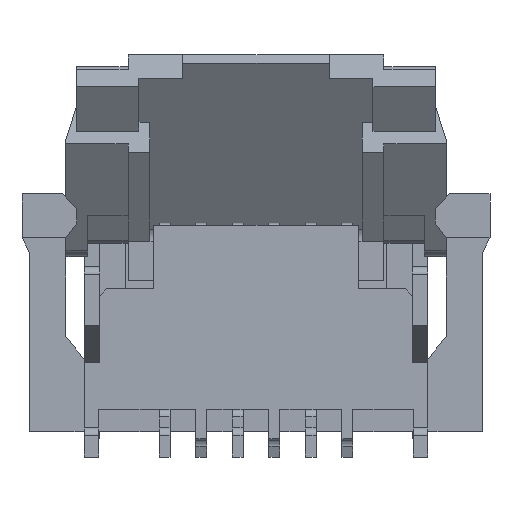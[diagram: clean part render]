
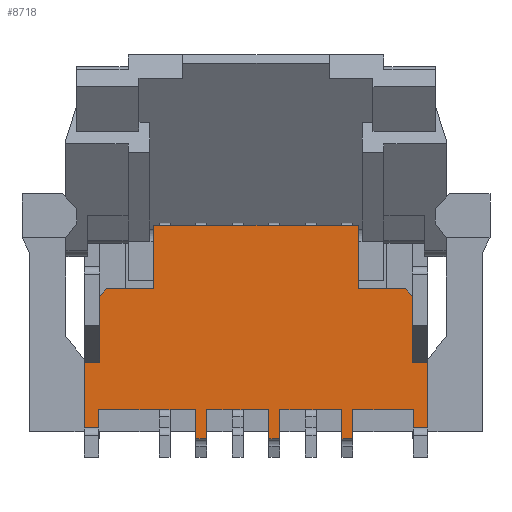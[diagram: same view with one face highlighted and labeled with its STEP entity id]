
A CAD part, front view. The second image highlights one B-rep face of the part: STEP entity #8718.
In plain terms, the highlighted face is planar.
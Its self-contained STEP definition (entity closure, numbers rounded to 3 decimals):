
#262=PLANE('',#9260);
#663=FACE_OUTER_BOUND('',#1079,.T.);
#1079=EDGE_LOOP('',(#7054,#7055,#7056,#7057,#7058,#7059,#7060,#7061,#7062,
#7063,#7064,#7065,#7066,#7067,#7068,#7069,#7070,#7071,#7072,#7073,#7074,
#7075,#7076,#7077,#7078,#7079,#7080,#7081,#7082,#7083,#7084,#7085,#7086,
#7087,#7088,#7089));
#1452=LINE('',#12236,#2511);
#1458=LINE('',#12254,#2517);
#1479=LINE('',#12301,#2538);
#1501=LINE('',#12348,#2560);
#1577=LINE('',#12513,#2636);
#1599=LINE('',#12590,#2658);
#1910=LINE('',#13268,#2969);
#1934=LINE('',#13327,#2993);
#1961=LINE('',#13385,#3020);
#1986=LINE('',#13430,#3045);
#1987=LINE('',#13431,#3046);
#1988=LINE('',#13434,#3047);
#1997=LINE('',#13454,#3056);
#2004=LINE('',#13473,#3063);
#2028=LINE('',#13526,#3087);
#2029=LINE('',#13528,#3088);
#2030=LINE('',#13530,#3089);
#2031=LINE('',#13532,#3090);
#2032=LINE('',#13534,#3091);
#2033=LINE('',#13536,#3092);
#2034=LINE('',#13538,#3093);
#2035=LINE('',#13540,#3094);
#2036=LINE('',#13542,#3095);
#2037=LINE('',#13543,#3096);
#2038=LINE('',#13544,#3097);
#2039=LINE('',#13545,#3098);
#2040=LINE('',#13547,#3099);
#2041=LINE('',#13549,#3100);
#2042=LINE('',#13551,#3101);
#2043=LINE('',#13553,#3102);
#2044=LINE('',#13555,#3103);
#2045=LINE('',#13557,#3104);
#2046=LINE('',#13559,#3105);
#2047=LINE('',#13561,#3106);
#2048=LINE('',#13563,#3107);
#2049=LINE('',#13564,#3108);
#2511=VECTOR('',#9929,1000.);
#2517=VECTOR('',#9947,1000.);
#2538=VECTOR('',#9988,1000.);
#2560=VECTOR('',#10022,1000.);
#2636=VECTOR('',#10156,1000.);
#2658=VECTOR('',#10244,1000.);
#2969=VECTOR('',#10839,1000.);
#2993=VECTOR('',#10891,1000.);
#3020=VECTOR('',#10944,1000.);
#3045=VECTOR('',#10985,1000.);
#3046=VECTOR('',#10986,1000.);
#3047=VECTOR('',#10991,1000.);
#3056=VECTOR('',#11012,1000.);
#3063=VECTOR('',#11033,1000.);
#3087=VECTOR('',#11079,1000.);
#3088=VECTOR('',#11080,1000.);
#3089=VECTOR('',#11081,1000.);
#3090=VECTOR('',#11082,1000.);
#3091=VECTOR('',#11083,1000.);
#3092=VECTOR('',#11084,1000.);
#3093=VECTOR('',#11085,1000.);
#3094=VECTOR('',#11086,1000.);
#3095=VECTOR('',#11087,1000.);
#3096=VECTOR('',#11088,1000.);
#3097=VECTOR('',#11089,1000.);
#3098=VECTOR('',#11090,1000.);
#3099=VECTOR('',#11091,1000.);
#3100=VECTOR('',#11092,1000.);
#3101=VECTOR('',#11093,1000.);
#3102=VECTOR('',#11094,1000.);
#3103=VECTOR('',#11095,1000.);
#3104=VECTOR('',#11096,1000.);
#3105=VECTOR('',#11097,1000.);
#3106=VECTOR('',#11098,1000.);
#3107=VECTOR('',#11099,1000.);
#3108=VECTOR('',#11100,1000.);
#3689=VERTEX_POINT('',#12233);
#3690=VERTEX_POINT('',#12235);
#3696=VERTEX_POINT('',#12252);
#3711=VERTEX_POINT('',#12298);
#3712=VERTEX_POINT('',#12300);
#3731=VERTEX_POINT('',#12346);
#3791=VERTEX_POINT('',#12511);
#3813=VERTEX_POINT('',#12589);
#4037=VERTEX_POINT('',#13265);
#4038=VERTEX_POINT('',#13267);
#4052=VERTEX_POINT('',#13301);
#4058=VERTEX_POINT('',#13325);
#4059=VERTEX_POINT('',#13326);
#4076=VERTEX_POINT('',#13383);
#4077=VERTEX_POINT('',#13384);
#4094=VERTEX_POINT('',#13452);
#4099=VERTEX_POINT('',#13472);
#4116=VERTEX_POINT('',#13524);
#4117=VERTEX_POINT('',#13525);
#4118=VERTEX_POINT('',#13527);
#4119=VERTEX_POINT('',#13529);
#4120=VERTEX_POINT('',#13531);
#4121=VERTEX_POINT('',#13533);
#4122=VERTEX_POINT('',#13535);
#4123=VERTEX_POINT('',#13537);
#4124=VERTEX_POINT('',#13539);
#4125=VERTEX_POINT('',#13541);
#4126=VERTEX_POINT('',#13546);
#4127=VERTEX_POINT('',#13548);
#4128=VERTEX_POINT('',#13550);
#4129=VERTEX_POINT('',#13552);
#4130=VERTEX_POINT('',#13554);
#4131=VERTEX_POINT('',#13556);
#4132=VERTEX_POINT('',#13558);
#4133=VERTEX_POINT('',#13560);
#4134=VERTEX_POINT('',#13562);
#4571=EDGE_CURVE('',#3690,#3689,#1452,.T.);
#4581=EDGE_CURVE('',#3696,#3690,#1458,.T.);
#4604=EDGE_CURVE('',#3712,#3711,#1479,.T.);
#4628=EDGE_CURVE('',#3711,#3731,#1501,.T.);
#4711=EDGE_CURVE('',#3689,#3791,#1577,.T.);
#4749=EDGE_CURVE('',#3813,#3712,#1599,.T.);
#5090=EDGE_CURVE('',#4038,#4037,#1910,.T.);
#5119=EDGE_CURVE('',#4058,#4059,#1934,.T.);
#5148=EDGE_CURVE('',#4076,#4077,#1961,.T.);
#5173=EDGE_CURVE('',#4077,#3731,#1986,.T.);
#5174=EDGE_CURVE('',#3696,#4059,#1987,.T.);
#5175=EDGE_CURVE('',#4052,#4037,#1988,.T.);
#5185=EDGE_CURVE('',#4094,#4038,#1997,.T.);
#5194=EDGE_CURVE('',#4099,#4052,#2004,.T.);
#5220=EDGE_CURVE('',#4116,#4117,#2028,.T.);
#5221=EDGE_CURVE('',#4117,#4118,#2029,.T.);
#5222=EDGE_CURVE('',#4118,#4119,#2030,.T.);
#5223=EDGE_CURVE('',#4119,#4120,#2031,.T.);
#5224=EDGE_CURVE('',#4120,#4121,#2032,.T.);
#5225=EDGE_CURVE('',#4122,#4121,#2033,.T.);
#5226=EDGE_CURVE('',#4122,#4123,#2034,.T.);
#5227=EDGE_CURVE('',#4123,#4124,#2035,.T.);
#5228=EDGE_CURVE('',#4124,#4125,#2036,.T.);
#5229=EDGE_CURVE('',#4125,#3813,#2037,.T.);
#5230=EDGE_CURVE('',#4076,#4058,#2038,.T.);
#5231=EDGE_CURVE('',#3791,#4094,#2039,.T.);
#5232=EDGE_CURVE('',#4099,#4126,#2040,.T.);
#5233=EDGE_CURVE('',#4126,#4127,#2041,.T.);
#5234=EDGE_CURVE('',#4127,#4128,#2042,.T.);
#5235=EDGE_CURVE('',#4128,#4129,#2043,.T.);
#5236=EDGE_CURVE('',#4129,#4130,#2044,.T.);
#5237=EDGE_CURVE('',#4130,#4131,#2045,.T.);
#5238=EDGE_CURVE('',#4131,#4132,#2046,.T.);
#5239=EDGE_CURVE('',#4132,#4133,#2047,.T.);
#5240=EDGE_CURVE('',#4133,#4134,#2048,.T.);
#5241=EDGE_CURVE('',#4116,#4134,#2049,.T.);
#7054=ORIENTED_EDGE('',*,*,#5220,.T.);
#7055=ORIENTED_EDGE('',*,*,#5221,.T.);
#7056=ORIENTED_EDGE('',*,*,#5222,.T.);
#7057=ORIENTED_EDGE('',*,*,#5223,.T.);
#7058=ORIENTED_EDGE('',*,*,#5224,.T.);
#7059=ORIENTED_EDGE('',*,*,#5225,.F.);
#7060=ORIENTED_EDGE('',*,*,#5226,.T.);
#7061=ORIENTED_EDGE('',*,*,#5227,.T.);
#7062=ORIENTED_EDGE('',*,*,#5228,.T.);
#7063=ORIENTED_EDGE('',*,*,#5229,.T.);
#7064=ORIENTED_EDGE('',*,*,#4749,.T.);
#7065=ORIENTED_EDGE('',*,*,#4604,.T.);
#7066=ORIENTED_EDGE('',*,*,#4628,.T.);
#7067=ORIENTED_EDGE('',*,*,#5173,.F.);
#7068=ORIENTED_EDGE('',*,*,#5148,.F.);
#7069=ORIENTED_EDGE('',*,*,#5230,.T.);
#7070=ORIENTED_EDGE('',*,*,#5119,.T.);
#7071=ORIENTED_EDGE('',*,*,#5174,.F.);
#7072=ORIENTED_EDGE('',*,*,#4581,.T.);
#7073=ORIENTED_EDGE('',*,*,#4571,.T.);
#7074=ORIENTED_EDGE('',*,*,#4711,.T.);
#7075=ORIENTED_EDGE('',*,*,#5231,.T.);
#7076=ORIENTED_EDGE('',*,*,#5185,.T.);
#7077=ORIENTED_EDGE('',*,*,#5090,.T.);
#7078=ORIENTED_EDGE('',*,*,#5175,.F.);
#7079=ORIENTED_EDGE('',*,*,#5194,.F.);
#7080=ORIENTED_EDGE('',*,*,#5232,.T.);
#7081=ORIENTED_EDGE('',*,*,#5233,.T.);
#7082=ORIENTED_EDGE('',*,*,#5234,.T.);
#7083=ORIENTED_EDGE('',*,*,#5235,.T.);
#7084=ORIENTED_EDGE('',*,*,#5236,.T.);
#7085=ORIENTED_EDGE('',*,*,#5237,.T.);
#7086=ORIENTED_EDGE('',*,*,#5238,.T.);
#7087=ORIENTED_EDGE('',*,*,#5239,.T.);
#7088=ORIENTED_EDGE('',*,*,#5240,.T.);
#7089=ORIENTED_EDGE('',*,*,#5241,.F.);
#8718=ADVANCED_FACE('',(#663),#262,.T.);
#9260=AXIS2_PLACEMENT_3D('',#13523,#11077,#11078);
#9929=DIRECTION('',(0.,-1.,0.));
#9947=DIRECTION('',(0.,-0.707,0.707));
#9988=DIRECTION('',(0.,1.,0.));
#10022=DIRECTION('',(0.,0.707,0.707));
#10156=DIRECTION('',(0.,0.,1.));
#10244=DIRECTION('',(0.,0.,1.));
#10839=DIRECTION('',(0.,1.,0.));
#10891=DIRECTION('',(0.,-1.,0.));
#10944=DIRECTION('',(0.,-1.,0.));
#10985=DIRECTION('',(0.,0.,-1.));
#10986=DIRECTION('',(0.,0.,-1.));
#10991=DIRECTION('',(0.,0.,1.));
#11012=DIRECTION('',(0.,0.,-1.));
#11033=DIRECTION('',(0.,0.,1.));
#11077=DIRECTION('center_axis',(1.,0.,0.));
#11078=DIRECTION('ref_axis',(0.,0.,-1.));
#11079=DIRECTION('',(0.,0.,-1.));
#11080=DIRECTION('',(0.,0.,-1.));
#11081=DIRECTION('',(0.,0.,-1.));
#11082=DIRECTION('',(0.,-1.,0.));
#11083=DIRECTION('',(0.,0.,-1.));
#11084=DIRECTION('',(0.,-1.,0.));
#11085=DIRECTION('',(0.,0.,-1.));
#11086=DIRECTION('',(0.,-1.,0.));
#11087=DIRECTION('',(0.,0.,-1.));
#11088=DIRECTION('',(0.,1.,0.));
#11089=DIRECTION('',(0.,0.,1.));
#11090=DIRECTION('',(0.,-1.,0.));
#11091=DIRECTION('',(0.,0.,-1.));
#11092=DIRECTION('',(0.,-1.,0.));
#11093=DIRECTION('',(0.,0.,-1.));
#11094=DIRECTION('',(0.,1.,0.));
#11095=DIRECTION('',(0.,0.,-1.));
#11096=DIRECTION('',(0.,0.,-1.));
#11097=DIRECTION('',(0.,0.,-1.));
#11098=DIRECTION('',(0.,-1.,0.));
#11099=DIRECTION('',(0.,0.,-1.));
#11100=DIRECTION('',(0.,-1.,0.));
#12233=CARTESIAN_POINT('',(0.25,0.65,1.78));
#12235=CARTESIAN_POINT('',(0.25,1.55,1.78));
#12236=CARTESIAN_POINT('',(0.25,0.65,1.78));
#12252=CARTESIAN_POINT('',(0.25,1.65,1.68));
#12254=CARTESIAN_POINT('',(0.25,1.65,1.68));
#12298=CARTESIAN_POINT('',(0.25,1.55,-2.5));
#12300=CARTESIAN_POINT('',(0.25,0.65,-2.5));
#12301=CARTESIAN_POINT('',(0.25,0.65,-2.5));
#12346=CARTESIAN_POINT('',(0.25,1.65,-2.4));
#12348=CARTESIAN_POINT('',(0.25,1.55,-2.5));
#12511=CARTESIAN_POINT('',(0.25,0.65,1.99));
#12513=CARTESIAN_POINT('',(0.25,0.65,23.98));
#12589=CARTESIAN_POINT('',(0.25,0.65,-2.71));
#12590=CARTESIAN_POINT('',(0.25,0.65,23.98));
#13265=CARTESIAN_POINT('',(0.25,0.,1.79));
#13267=CARTESIAN_POINT('',(0.25,-0.25,1.79));
#13268=CARTESIAN_POINT('',(0.25,0.65,1.79));
#13301=CARTESIAN_POINT('',(0.25,0.,0.965));
#13325=CARTESIAN_POINT('',(0.25,2.52,1.04));
#13326=CARTESIAN_POINT('',(0.25,1.65,1.04));
#13327=CARTESIAN_POINT('',(0.25,0.65,1.04));
#13383=CARTESIAN_POINT('',(0.25,2.52,-1.76));
#13384=CARTESIAN_POINT('',(0.25,1.65,-1.76));
#13385=CARTESIAN_POINT('',(0.25,-0.3,-1.76));
#13430=CARTESIAN_POINT('',(0.25,1.65,23.03));
#13431=CARTESIAN_POINT('',(0.25,1.65,23.03));
#13434=CARTESIAN_POINT('',(0.25,0.,1.79));
#13452=CARTESIAN_POINT('',(0.25,-0.25,1.99));
#13454=CARTESIAN_POINT('',(0.25,-0.25,1.88));
#13472=CARTESIAN_POINT('',(0.25,0.,0.815));
#13473=CARTESIAN_POINT('',(0.25,0.,0.89));
#13523=CARTESIAN_POINT('Origin',(0.25,0.65,23.98));
#13524=CARTESIAN_POINT('',(0.25,0.,-0.685));
#13525=CARTESIAN_POINT('',(0.25,0.,-1.035));
#13526=CARTESIAN_POINT('',(0.25,0.,23.98));
#13527=CARTESIAN_POINT('',(0.25,0.,-1.185));
#13528=CARTESIAN_POINT('',(0.25,0.,23.98));
#13529=CARTESIAN_POINT('',(0.25,0.,-1.535));
#13530=CARTESIAN_POINT('',(0.25,0.,23.98));
#13531=CARTESIAN_POINT('',(0.25,-0.4,-1.535));
#13532=CARTESIAN_POINT('',(0.25,-0.3,-1.535));
#13533=CARTESIAN_POINT('',(0.25,-0.4,-1.685));
#13534=CARTESIAN_POINT('',(0.25,-0.4,23.98));
#13535=CARTESIAN_POINT('',(0.25,0.,-1.685));
#13536=CARTESIAN_POINT('',(0.25,-0.3,-1.685));
#13537=CARTESIAN_POINT('',(0.25,0.,-2.51));
#13538=CARTESIAN_POINT('',(0.25,0.,23.98));
#13539=CARTESIAN_POINT('',(0.25,-0.25,-2.51));
#13540=CARTESIAN_POINT('',(0.25,0.65,-2.51));
#13541=CARTESIAN_POINT('',(0.25,-0.25,-2.71));
#13542=CARTESIAN_POINT('',(0.25,-0.25,23.98));
#13543=CARTESIAN_POINT('',(0.25,0.65,-2.71));
#13544=CARTESIAN_POINT('',(0.25,2.52,23.98));
#13545=CARTESIAN_POINT('',(0.25,0.65,1.99));
#13546=CARTESIAN_POINT('',(0.25,0.,0.465));
#13547=CARTESIAN_POINT('',(0.25,0.,23.98));
#13548=CARTESIAN_POINT('',(0.25,-0.4,0.465));
#13549=CARTESIAN_POINT('',(0.25,0.65,0.465));
#13550=CARTESIAN_POINT('',(0.25,-0.4,0.315));
#13551=CARTESIAN_POINT('',(0.25,-0.4,23.98));
#13552=CARTESIAN_POINT('',(0.25,0.,0.315));
#13553=CARTESIAN_POINT('',(0.25,-0.342,0.315));
#13554=CARTESIAN_POINT('',(0.25,0.,-0.035));
#13555=CARTESIAN_POINT('',(0.25,0.,23.98));
#13556=CARTESIAN_POINT('',(0.25,0.,-0.185));
#13557=CARTESIAN_POINT('',(0.25,0.,23.98));
#13558=CARTESIAN_POINT('',(0.25,0.,-0.535));
#13559=CARTESIAN_POINT('',(0.25,0.,23.98));
#13560=CARTESIAN_POINT('',(0.25,-0.4,-0.535));
#13561=CARTESIAN_POINT('',(0.25,-0.3,-0.535));
#13562=CARTESIAN_POINT('',(0.25,-0.4,-0.685));
#13563=CARTESIAN_POINT('',(0.25,-0.4,23.98));
#13564=CARTESIAN_POINT('',(0.25,-0.3,-0.685));
